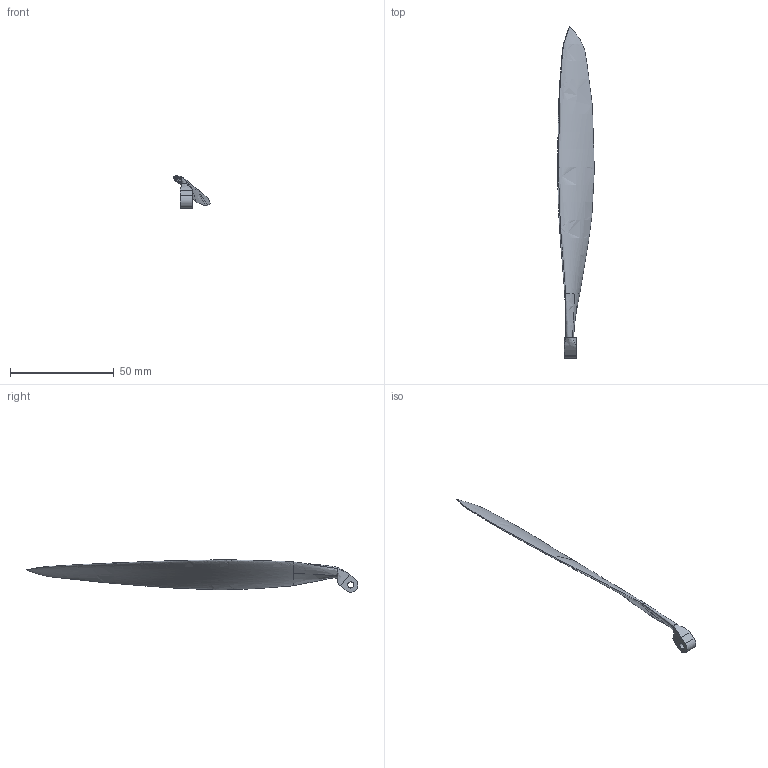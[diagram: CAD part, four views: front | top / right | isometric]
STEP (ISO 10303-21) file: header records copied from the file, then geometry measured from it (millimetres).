
FILE_DESCRIPTION(/* description */ ('Alibre Inc.'),/* implementation_level */ '2;1');
FILE_NAME(/* name */ 'export0',/* time_stamp */ '2018-11-04T19:52:02+01:00',/* author */ (''),/* organization */ (''),/* preprocessor_version */ 'ST-DEVELOPER v17',/* originating_system */ 'Alibre',/* authorisation */ '');
FILE_SCHEMA (('AUTOMOTIVE_DESIGN'));
Length unit declared in the file: metre
Bounding box: 17.63 x 160 x 15.61 mm (x, y, z)
Volume: 3822.3 mm3; surface area: 5459.7 mm2
Topology: 1 solids, 1 shells, 16 faces, 37 edges, 21 vertices
Faces by surface type: bspline 10, plane 4, cylinder 2
Full cylindrical faces by diameter (mm): 3 x1
Entity records: 3385 total; most frequent: CARTESIAN_POINT 3070, ORIENTED_EDGE 68, DIRECTION 40, EDGE_CURVE 34, VERTEX_POINT 21, EDGE_LOOP 19, FACE_BOUND 19, AXIS2_PLACEMENT_3D 17
